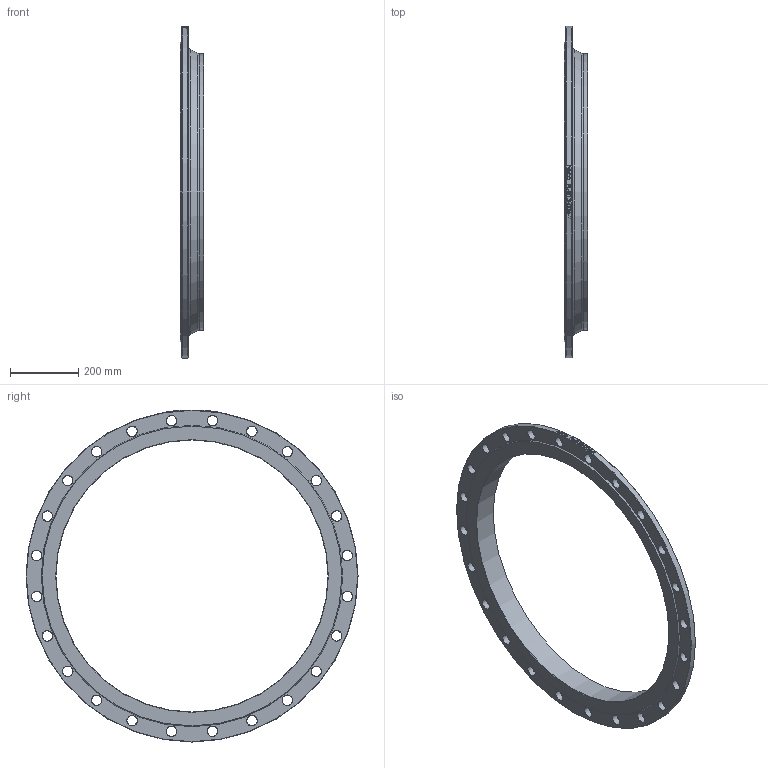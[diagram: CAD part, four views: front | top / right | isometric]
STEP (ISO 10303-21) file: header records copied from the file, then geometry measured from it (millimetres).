
FILE_DESCRIPTION (( 'STEP AP214' ), '1' );
FILE_NAME ('FL-813-006-x Vorschweissflansch PN6 Iso DIN2631 2009.STEP', '2020-09-01T08:44:47', ( '' ), ( '' ), 'SwSTEP 2.0', 'SolidWorks 2019', '' );
FILE_SCHEMA (( 'AUTOMOTIVE_DESIGN' ));
Length unit declared in the file: millimetre
Products named in the file (1): FL-813-006-x Vorschweissflansch PN6 Iso DIN2631 2009
Bounding box: 70 x 975 x 975 mm (x, y, z)
Volume: 6326493.9 mm3; surface area: 821601.7 mm2
Topology: 1 solids, 1 shells, 109 faces, 379 edges, 296 vertices
Faces by surface type: cone 53, cylinder 50, plane 4, torus 2
Full cylindrical faces by diameter (mm): 30 x24, 798.8 x1, 813 x1, 975 x1
Entity records: 8619 total; most frequent: CARTESIAN_POINT 5527, ORIENTED_EDGE 536, DIRECTION 518, EDGE_CURVE 268, VERTEX_POINT 268, EDGE_LOOP 266, AXIS2_PLACEMENT_3D 248, CIRCLE 138
